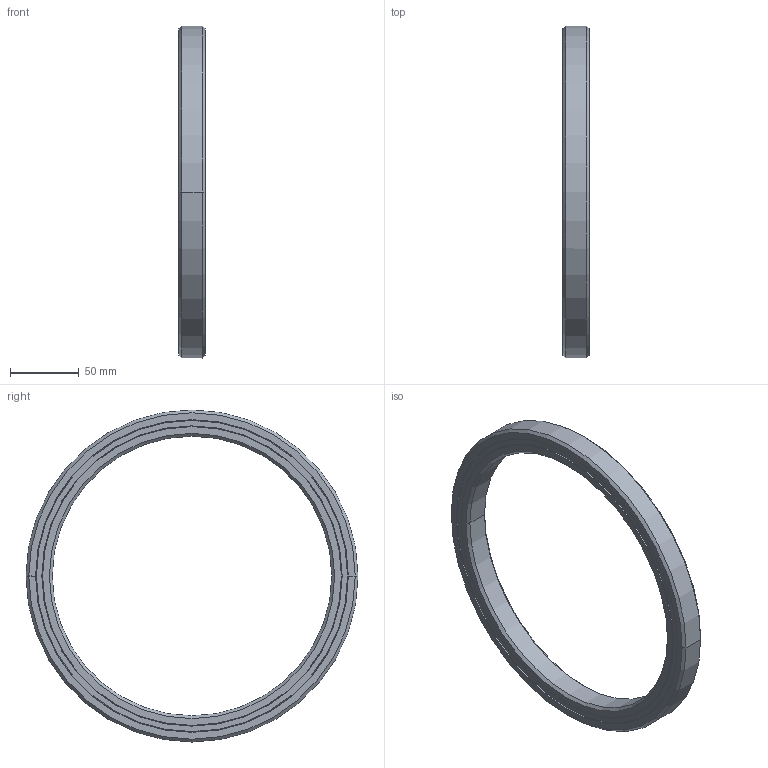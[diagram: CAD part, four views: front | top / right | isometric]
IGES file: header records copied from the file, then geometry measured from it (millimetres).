
Start section: TurboCAD 2016 Professional 23.2, IMSIDesign, LLC
Global section: author: NULL; organization: NULL; date: 20170906.153650; units: inch
Bounding box: 19.09 x 241.29 x 241.29 mm (x, y, z)
Surface area: 105035.4 mm2 (no closed solid volume)
Topology: 0 solids, 0 shells, 304 faces, 1742 edges, 1602 vertices
Faces by surface type: revolution 196, extrusion 108
